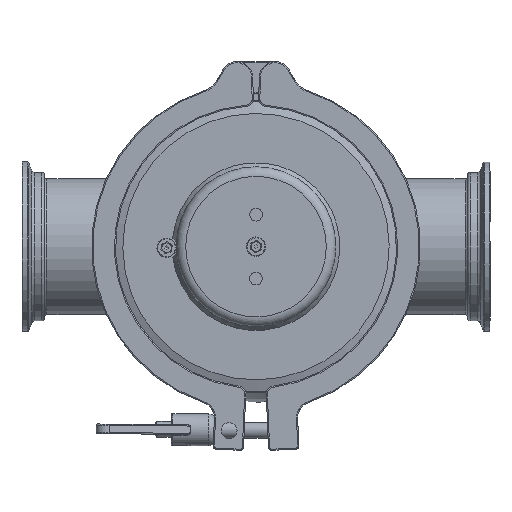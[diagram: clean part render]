
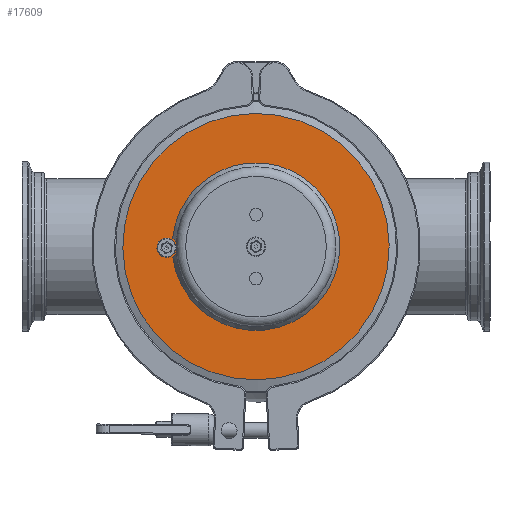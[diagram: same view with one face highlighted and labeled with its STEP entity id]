
A CAD part, front view. The second image highlights one B-rep face of the part: STEP entity #17609.
In plain terms, the highlighted planar face has unit normal (0, -1, 0).
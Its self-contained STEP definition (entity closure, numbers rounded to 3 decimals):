
#2855=FACE_BOUND('',#4080,.T.);
#2856=FACE_BOUND('',#4081,.T.);
#3034=FACE_OUTER_BOUND('',#4079,.T.);
#4079=EDGE_LOOP('',(#11587,#11588));
#4080=EDGE_LOOP('',(#11589,#11590));
#4081=EDGE_LOOP('',(#11591,#11592));
#5183=CIRCLE('',#18729,6.05);
#5184=CIRCLE('',#18730,6.05);
#5291=CIRCLE('',#18883,7.);
#5296=CIRCLE('',#18890,83.395);
#5297=CIRCLE('',#18891,83.395);
#5298=CIRCLE('',#18892,52.5);
#6691=VERTEX_POINT('',#27029);
#6692=VERTEX_POINT('',#27030);
#6795=VERTEX_POINT('',#27417);
#6797=VERTEX_POINT('',#27426);
#6801=VERTEX_POINT('',#27444);
#6802=VERTEX_POINT('',#27445);
#8435=EDGE_CURVE('',#6691,#6692,#5183,.T.);
#8436=EDGE_CURVE('',#6692,#6691,#5184,.T.);
#8582=EDGE_CURVE('',#6795,#6797,#5291,.T.);
#8588=EDGE_CURVE('',#6801,#6802,#5296,.T.);
#8589=EDGE_CURVE('',#6802,#6801,#5297,.T.);
#8590=EDGE_CURVE('',#6797,#6795,#5298,.T.);
#11587=ORIENTED_EDGE('',*,*,#8588,.F.);
#11588=ORIENTED_EDGE('',*,*,#8589,.F.);
#11589=ORIENTED_EDGE('',*,*,#8435,.T.);
#11590=ORIENTED_EDGE('',*,*,#8436,.T.);
#11591=ORIENTED_EDGE('',*,*,#8590,.T.);
#11592=ORIENTED_EDGE('',*,*,#8582,.T.);
#16303=PLANE('',#18889);
#17609=ADVANCED_FACE('',(#3034,#2855,#2856),#16303,.T.);
#18729=AXIS2_PLACEMENT_3D('',#27031,#21404,#21405);
#18730=AXIS2_PLACEMENT_3D('',#27032,#21406,#21407);
#18883=AXIS2_PLACEMENT_3D('',#27433,#21743,#21744);
#18889=AXIS2_PLACEMENT_3D('',#27443,#21756,#21757);
#18890=AXIS2_PLACEMENT_3D('',#27446,#21758,#21759);
#18891=AXIS2_PLACEMENT_3D('',#27447,#21760,#21761);
#18892=AXIS2_PLACEMENT_3D('',#27448,#21762,#21763);
#21404=DIRECTION('center_axis',(0.,1.,0.));
#21405=DIRECTION('ref_axis',(0.783,0.,-0.622));
#21406=DIRECTION('center_axis',(0.,1.,0.));
#21407=DIRECTION('ref_axis',(0.783,0.,-0.622));
#21743=DIRECTION('center_axis',(0.,-1.,0.));
#21744=DIRECTION('ref_axis',(-0.012,0.,
1.));
#21756=DIRECTION('center_axis',(0.,-1.,0.));
#21757=DIRECTION('ref_axis',(1.,0.,0.012));
#21758=DIRECTION('center_axis',(0.,1.,0.));
#21759=DIRECTION('ref_axis',(-0.012,0.,
1.));
#21760=DIRECTION('center_axis',(0.,1.,0.));
#21761=DIRECTION('ref_axis',(-0.012,0.,
1.));
#21762=DIRECTION('center_axis',(0.,1.,0.));
#21763=DIRECTION('ref_axis',(-0.012,0.,
1.));
#27029=CARTESIAN_POINT('',(-51.257,-66.5,-4.458));
#27030=CARTESIAN_POINT('',(-60.734,-66.5,3.065));
#27031=CARTESIAN_POINT('Origin',(-55.996,-66.5,-0.697));
#27032=CARTESIAN_POINT('Origin',(-55.996,-66.5,-0.697));
#27417=CARTESIAN_POINT('',(-52.095,-66.5,-6.509));
#27426=CARTESIAN_POINT('',(-52.241,-66.5,5.211));
#27433=CARTESIAN_POINT('Origin',(-55.996,-66.5,-0.697));
#27443=CARTESIAN_POINT('Origin',(-0.845,-66.5,67.942));
#27444=CARTESIAN_POINT('',(-1.037,-66.5,83.388));
#27445=CARTESIAN_POINT('',(1.037,-66.5,-83.388));
#27446=CARTESIAN_POINT('Origin',(0.,-66.5,0.));
#27447=CARTESIAN_POINT('Origin',(0.,-66.5,0.));
#27448=CARTESIAN_POINT('Origin',(0.,-66.5,0.));
